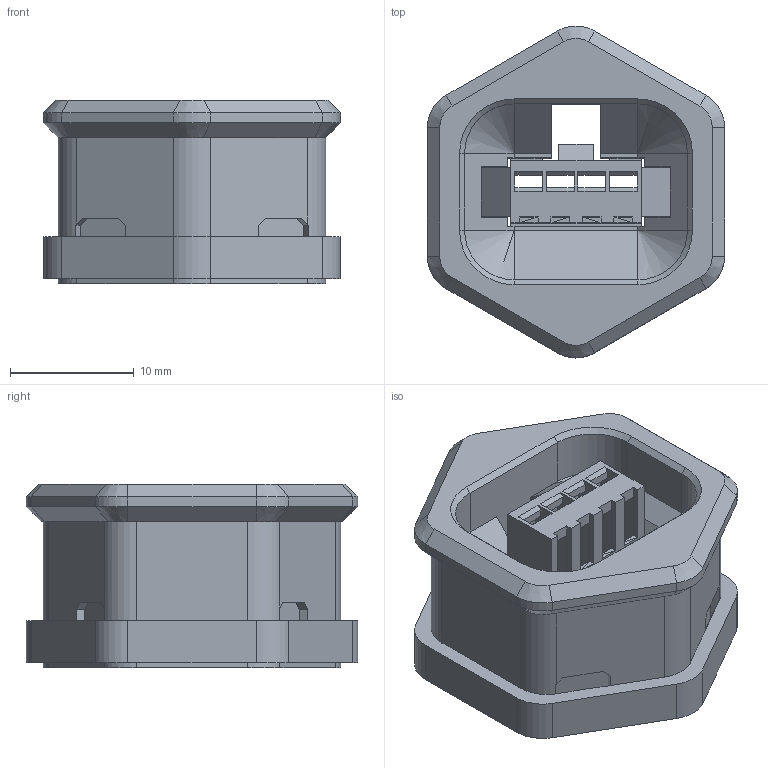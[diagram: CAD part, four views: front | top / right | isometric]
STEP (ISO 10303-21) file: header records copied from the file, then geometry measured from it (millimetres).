
FILE_DESCRIPTION(/* description */ (''),/* implementation_level */ '2;1');
FILE_NAME(/* name */ 'Voron JST SM skirt connector.step',/* time_stamp */ '2023-02-15T18:26:42+01:00',/* author */ ('Tom van der Geest'),/* organization */ (''),/* preprocessor_version */ 'ST-DEVELOPER v19.2',/* originating_system */ 'Autodesk Translation Framework v11.17.0.187',/* authorisation */ '');
FILE_SCHEMA (('AUTOMOTIVE_DESIGN { 1 0 10303 214 3 1 1 }'));
Length unit declared in the file: millimetre
Products named in the file (4): (Unsaved); JST_SM_1x4_skirt_connector_adxl_base; JST_SM_1.4_skirt_connector_adxl_lock; JST_SM_1.4_connector
Assembly tree (3 placements, depth 2):
  (Unsaved)
    JST_SM_1x4_skirt_connector_adxl_base
    JST_SM_1.4_skirt_connector_adxl_lock
    JST_SM_1.4_connector
Bounding box: 24 x 26.78 x 14.8 mm (x, y, z)
Volume: 3814.1 mm3; surface area: 4464.3 mm2
Topology: 3 solids, 3 shells, 338 faces, 920 edges, 573 vertices
Faces by surface type: plane 278, cylinder 36, cone 24
Entity records: 10534 total; most frequent: CARTESIAN_POINT 1834, ORIENTED_EDGE 1832, DIRECTION 1706, EDGE_CURVE 916, LINE 816, VECTOR 816, VERTEX_POINT 573, AXIS2_PLACEMENT_3D 445
